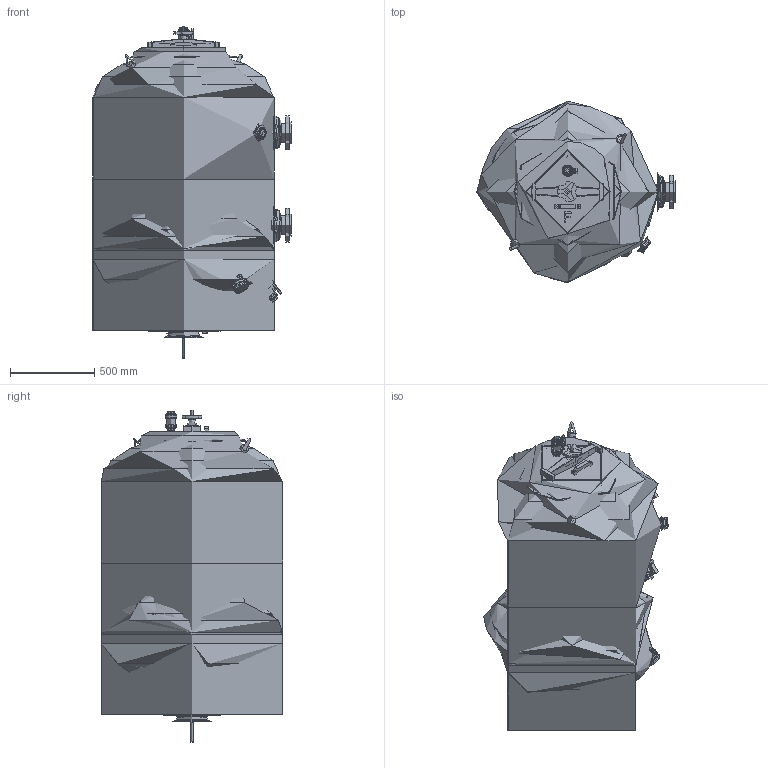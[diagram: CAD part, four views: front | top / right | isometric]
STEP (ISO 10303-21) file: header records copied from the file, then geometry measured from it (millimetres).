
FILE_DESCRIPTION( ( '' ), '1' );
FILE_NAME( '170705 HCFF40902WVA (VFSCN210590H).stp', '2017-07-20T07:03:21', ( 'Fiberpool Internacional' ), ( 'Fiberpool Internacional' ), 'PSStep 14.0', 'SolidEdgeST3', ' ' );
FILE_SCHEMA( ( 'AUTOMOTIVE_DESIGN { 1 0 10303 214 1 1 1 1 }' ) );
Length unit declared in the file: millimetre
Products named in the file (45): Desaigua filtre industrial 1pols-oa8; Salida tornillos d-90 p1050-1200-oa14; Tapa oval filtro industrial completa 2,5 BARS-oa6; Válvula de bola 32-1pols; Manòmetre  ; Base tapa ovalada filtro 2,5 BARS-oa3; Sortida descarga de arena 63-oa7; Manòmetre filtro industrial 2016 -oa9; Assem1; filtre 1050 FB HAY 170705-oa12; Salida tornillos d-90 p1050-1200-oa13; Varilla Roscada M-14x165mm Inox 304; TUERCA SUPERIOR SUJ_JUNTA TAP_OV; Base tapa ovalada filtro 2,5 BAR Act-oa2; cos manòmetre filtre industrial; fons manòmetre; agulla manòmetre; vidre manòmetre; Volante filtro-oa4; cos válvula 32-1pols; manguito valvula bola 32-1pols; femella valvula 32-1pols; maneta válvula 32-1pols; Cos sortida plipropilè 63; femella pasant polipropilè 63; ; Adhesiu tapa 63; Embellidor manòmetre PVC; Bolt_DIN_580_M24_v8.00; Maneta tapa filtro; Puente; Machon doble rosca 1pols; ; ; Junta tórica 42,00x5,00 NBR-70; Arandela M10; Brida libre d-90; Femella M10; manguito portabrida d-90; Embellecedor d-90 ...
Bounding box: 1179 x 1080 x 1975.5 mm (x, y, z)
Volume: 184124519.7 mm3; surface area: 47012773.3 mm2
Topology: 211 solids, 211 shells, 4839 faces, 12165 edges, 8016 vertices
Faces by surface type: plane 3028, cylinder 1253, bspline 218, cone 186, torus 109, sphere 29, offset 10, extrusion 6
Full cylindrical faces by diameter (mm): 6 x45, 8 x8, 10 x42, 11.835 x5, 12 x5, 13 x8, 14 x5, 14.5 x5, 15.5 x4, 16 x4, 18 x40, 19.6 x5, 21 x10, 23 x4, 23.5 x8, 24 x14, 25 x15, 26 x16, 29 x5, 29.605 x8, 30 x21, 32 x23, 33 x7, 35.5 x11, 37.5 x4, 38 x4, 41.5 x15, 42 x4, 44.5 x15, 46 x4
Entity records: 62196 total; most frequent: CARTESIAN_POINT 37570, DIRECTION 3706, ORIENTED_EDGE 3408, EDGE_CURVE 1704, AXIS2_PLACEMENT_3D 1415, VERTEX_POINT 1208, EDGE_LOOP 1092, FACE_OUTER_BOUND 930
